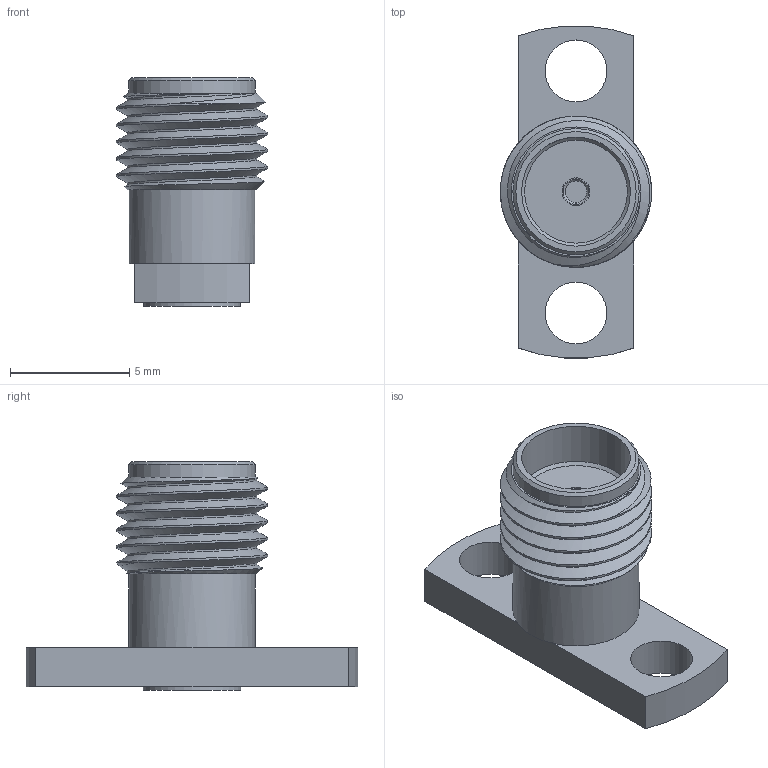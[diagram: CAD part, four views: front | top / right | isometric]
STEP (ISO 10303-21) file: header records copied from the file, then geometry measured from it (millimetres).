
FILE_DESCRIPTION (( 'STEP AP203' ), '1' );
FILE_NAME ('PE45736_3D.step', '2022-01-28T17:43:15', ( '' ), ( '' ), 'SwSTEP 2.0', 'SolidWorks 2021', '' );
FILE_SCHEMA (( 'CONFIG_CONTROL_DESIGN' ));
Length unit declared in the file: millimetre
Products named in the file (1): PE45736_3D
Bounding box: 6.35 x 13.94 x 9.58 mm (x, y, z)
Volume: 250.4 mm3; surface area: 472.1 mm2
Topology: 2 solids, 2 shells, 70 faces, 172 edges, 113 vertices
Faces by surface type: plane 41, cylinder 16, cone 10, bspline 3
Full cylindrical faces by diameter (mm): 0.23 x1, 0.738 x1, 0.914 x1, 1.168 x1, 1.2 x2, 2.6 x2, 4.08 x1, 4.131 x1, 4.572 x1, 5.3 x2
Entity records: 3016 total; most frequent: CARTESIAN_POINT 1374, DIRECTION 326, ORIENTED_EDGE 302, EDGE_CURVE 151, AXIS2_PLACEMENT_3D 133, VERTEX_POINT 107, EDGE_LOOP 98, FACE_OUTER_BOUND 83
